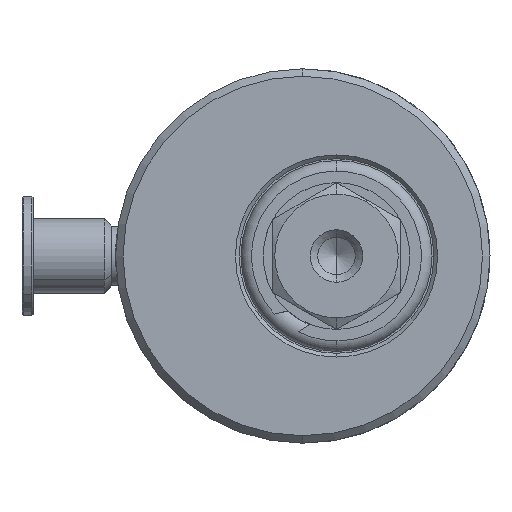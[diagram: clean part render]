
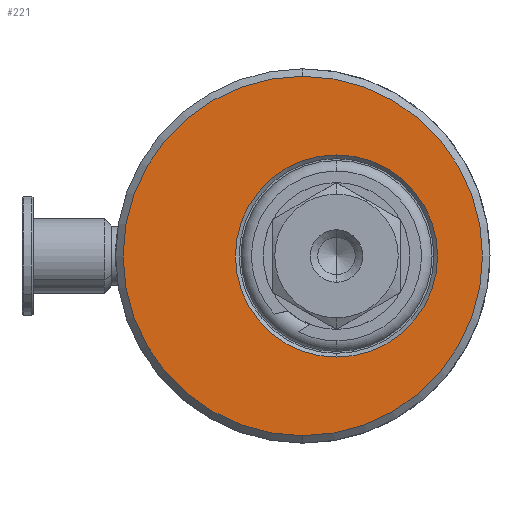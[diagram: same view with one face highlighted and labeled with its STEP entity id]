
A CAD part, left-side view. The second image highlights one B-rep face of the part: STEP entity #221.
In plain terms, the highlighted planar face has unit normal (-1, 0, 0).
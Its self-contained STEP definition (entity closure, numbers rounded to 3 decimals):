
#56 = EDGE_CURVE ( 'NONE', #3356, #1688, #1177, .T. ) ;
#221 = ADVANCED_FACE ( 'NONE', ( #890, #3970 ), #6482, .T. ) ;
#406 = CARTESIAN_POINT ( 'NONE',  ( -93.5, 0., 13.5 ) ) ;
#681 = AXIS2_PLACEMENT_3D ( 'NONE', #2365, #6394, #2942 ) ;
#798 = ORIENTED_EDGE ( 'NONE', *, *, #6132, .F. ) ;
#890 = FACE_BOUND ( 'NONE', #5852, .T. ) ;
#891 = ORIENTED_EDGE ( 'NONE', *, *, #5981, .F. ) ;
#1089 = CARTESIAN_POINT ( 'NONE',  ( -93.5, 4.5, -24. ) ) ;
#1177 = CIRCLE ( 'NONE', #1623, 13.5 ) ;
#1618 = VERTEX_POINT ( 'NONE', #1089 ) ;
#1623 = AXIS2_PLACEMENT_3D ( 'NONE', #1744, #5779, #2327 ) ;
#1688 = VERTEX_POINT ( 'NONE', #3719 ) ;
#1744 = CARTESIAN_POINT ( 'NONE',  ( -93.5, 0., 0. ) ) ;
#1961 = AXIS2_PLACEMENT_3D ( 'NONE', #6459, #7047, #4284 ) ;
#2018 = EDGE_LOOP ( 'NONE', ( #798, #2805 ) ) ;
#2209 = ORIENTED_EDGE ( 'NONE', *, *, #56, .F. ) ;
#2327 = DIRECTION ( 'NONE',  ( 0., 0., -1. ) ) ;
#2365 = CARTESIAN_POINT ( 'NONE',  ( -93.5, 4.5, 0. ) ) ;
#2782 = CARTESIAN_POINT ( 'NONE',  ( -93.5, 0., 0. ) ) ;
#2805 = ORIENTED_EDGE ( 'NONE', *, *, #5780, .F. ) ;
#2942 = DIRECTION ( 'NONE',  ( 0., 0., -1. ) ) ;
#3157 = CARTESIAN_POINT ( 'NONE',  ( -93.5, 4.5, 0. ) ) ;
#3199 = CIRCLE ( 'NONE', #681, 24. ) ;
#3354 = DIRECTION ( 'NONE',  ( 0., 0., -1. ) ) ;
#3356 = VERTEX_POINT ( 'NONE', #406 ) ;
#3490 = CIRCLE ( 'NONE', #5347, 24. ) ;
#3719 = CARTESIAN_POINT ( 'NONE',  ( -93.5, 0., -13.5 ) ) ;
#3736 = DIRECTION ( 'NONE',  ( 0., 0., -1. ) ) ;
#3966 = VERTEX_POINT ( 'NONE', #6158 ) ;
#3970 = FACE_OUTER_BOUND ( 'NONE', #2018, .T. ) ;
#4056 = AXIS2_PLACEMENT_3D ( 'NONE', #2782, #6797, #3354 ) ;
#4284 = DIRECTION ( 'NONE',  ( 0., 0., -1. ) ) ;
#5347 = AXIS2_PLACEMENT_3D ( 'NONE', #3157, #7191, #3736 ) ;
#5779 = DIRECTION ( 'NONE',  ( -1., 0., 0. ) ) ;
#5780 = EDGE_CURVE ( 'NONE', #1618, #3966, #3490, .T. ) ;
#5852 = EDGE_LOOP ( 'NONE', ( #891, #2209 ) ) ;
#5981 = EDGE_CURVE ( 'NONE', #1688, #3356, #6284, .T. ) ;
#6132 = EDGE_CURVE ( 'NONE', #3966, #1618, #3199, .T. ) ;
#6158 = CARTESIAN_POINT ( 'NONE',  ( -93.5, 4.5, 24. ) ) ;
#6284 = CIRCLE ( 'NONE', #4056, 13.5 ) ;
#6394 = DIRECTION ( 'NONE',  ( 1., 0., 0. ) ) ;
#6459 = CARTESIAN_POINT ( 'NONE',  ( -93.5, 4.5, 0. ) ) ;
#6482 = PLANE ( 'NONE',  #1961 ) ;
#6797 = DIRECTION ( 'NONE',  ( -1., 0., 0. ) ) ;
#7047 = DIRECTION ( 'NONE',  ( -1., 0., 0. ) ) ;
#7191 = DIRECTION ( 'NONE',  ( 1., 0., 0. ) ) ;
